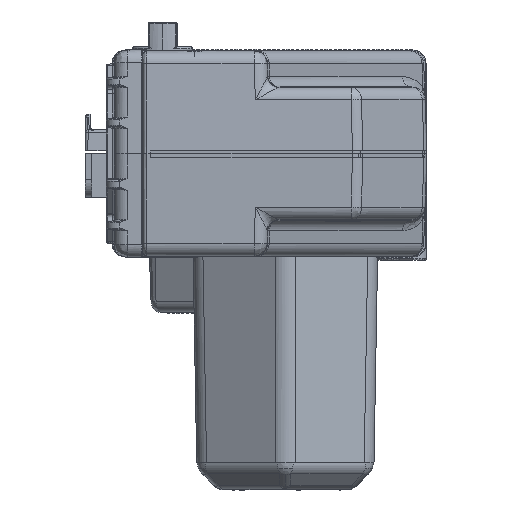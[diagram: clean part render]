
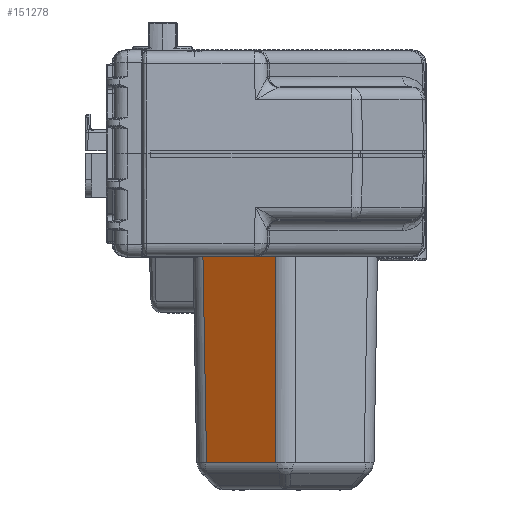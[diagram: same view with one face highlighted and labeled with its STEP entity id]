
A CAD part, left-side view. The second image highlights one B-rep face of the part: STEP entity #151278.
In plain terms, the highlighted planar face has unit normal (-0.866, 0.5, -0.018).
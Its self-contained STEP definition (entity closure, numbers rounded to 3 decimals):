
#4310 = CARTESIAN_POINT ( 'NONE',  ( -120.329, -37.904, -38.999 ) ) ;
#4443 = CARTESIAN_POINT ( 'NONE',  ( -104.411, -10.333, -38.999 ) ) ;
#4445 = LINE ( 'NONE', #4550, #4548 ) ;
#4446 = DIRECTION ( 'NONE',  ( 0.5, 0.866, 0. ) ) ;
#4448 = VECTOR ( 'NONE', #4446, 1000. ) ;
#4450 = CARTESIAN_POINT ( 'NONE',  ( -120.329, -37.904, -38.999 ) ) ;
#4451 = DIRECTION ( 'NONE',  ( 0.5, 0.866, 0. ) ) ;
#4452 = DIRECTION ( 'NONE',  ( 0.866, -0.5, 0.017 ) ) ;
#4454 = CARTESIAN_POINT ( 'NONE',  ( -101.455, -7.954, -117.498 ) ) ;
#4455 = AXIS2_PLACEMENT_3D ( 'NONE', #4454, #4452, #4451 ) ;
#4456 = PLANE ( 'NONE',  #4455 ) ;
#4457 = LINE ( 'NONE', #4450, #4448 ) ;
#4463 = FACE_OUTER_BOUND ( 'NONE', #151282, .T. ) ;
#4471 = DIRECTION ( 'NONE',  ( 0.02, 0., -1. ) ) ;
#4472 = VECTOR ( 'NONE', #4471, 1000. ) ;
#4473 = CARTESIAN_POINT ( 'NONE',  ( -120.329, -37.904, -38.999 ) ) ;
#4480 = LINE ( 'NONE', #4473, #4472 ) ;
#4547 = DIRECTION ( 'NONE',  ( -0.01, 0.017, 1. ) ) ;
#4548 = VECTOR ( 'NONE', #4547, 1000. ) ;
#4550 = CARTESIAN_POINT ( 'NONE',  ( -103.617, -11.709, -117.847 ) ) ;
#78913 = VERTEX_POINT ( 'NONE', #211874 ) ;
#78937 = VERTEX_POINT ( 'NONE', #211930 ) ;
#79004 = EDGE_CURVE ( 'NONE', #78937, #78913, #212586, .T. ) ;
#151136 = VERTEX_POINT ( 'NONE', #4310 ) ;
#151231 = ORIENTED_EDGE ( 'NONE', *, *, #79004, .F. ) ;
#151233 = ORIENTED_EDGE ( 'NONE', *, *, #151262, .F. ) ;
#151262 = EDGE_CURVE ( 'NONE', #151136, #78937, #4480, .T. ) ;
#151278 = ADVANCED_FACE ( 'NONE', ( #4463 ), #4456, .F. ) ;
#151282 = EDGE_LOOP ( 'NONE', ( #151285, #151291, #151231, #151233 ) ) ;
#151285 = ORIENTED_EDGE ( 'NONE', *, *, #151287, .T. ) ;
#151287 = EDGE_CURVE ( 'NONE', #151136, #151289, #4457, .T. ) ;
#151289 = VERTEX_POINT ( 'NONE', #4443 ) ;
#151291 = ORIENTED_EDGE ( 'NONE', *, *, #151293, .F. ) ;
#151293 = EDGE_CURVE ( 'NONE', #78913, #151289, #4445, .T. ) ;
#211874 = CARTESIAN_POINT ( 'NONE',  ( -103.62, -11.703, -117.498 ) ) ;
#211930 = CARTESIAN_POINT ( 'NONE',  ( -118.747, -37.904, -117.498 ) ) ;
#212584 = VECTOR ( 'NONE', #212713, 1000. ) ;
#212585 = CARTESIAN_POINT ( 'NONE',  ( -101.455, -7.954, -117.498 ) ) ;
#212586 = LINE ( 'NONE', #212585, #212584 ) ;
#212713 = DIRECTION ( 'NONE',  ( 0.5, 0.866, 0. ) ) ;
